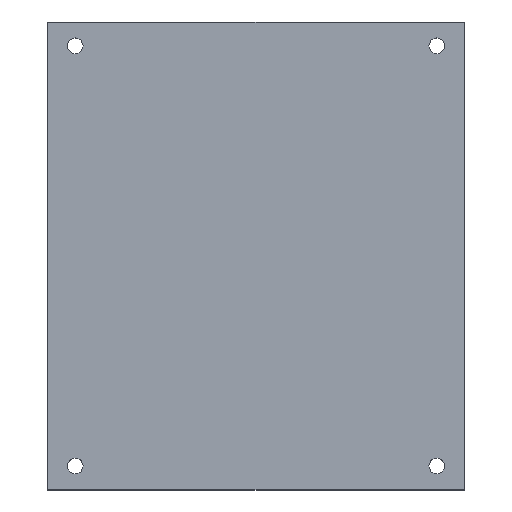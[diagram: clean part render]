
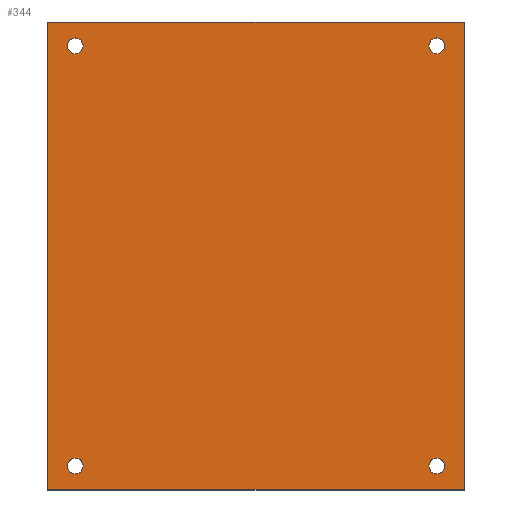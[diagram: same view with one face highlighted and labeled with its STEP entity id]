
A CAD part, top view. The second image highlights one B-rep face of the part: STEP entity #344.
In plain terms, the highlighted planar face has unit normal (0, 0, 1).
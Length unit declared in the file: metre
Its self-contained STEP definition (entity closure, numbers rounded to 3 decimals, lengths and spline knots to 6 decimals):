
#12=CIRCLE('',#371,0.00145);
#14=CIRCLE('',#374,0.00145);
#16=CIRCLE('',#377,0.00145);
#18=CIRCLE('',#381,0.00145);
#60=ORIENTED_EDGE('',*,*,#123,.F.);
#61=ORIENTED_EDGE('',*,*,#126,.F.);
#62=ORIENTED_EDGE('',*,*,#129,.T.);
#63=ORIENTED_EDGE('',*,*,#139,.T.);
#64=ORIENTED_EDGE('',*,*,#134,.F.);
#65=ORIENTED_EDGE('',*,*,#132,.T.);
#66=ORIENTED_EDGE('',*,*,#130,.F.);
#67=ORIENTED_EDGE('',*,*,#142,.T.);
#123=EDGE_CURVE('',#167,#164,#199,.T.);
#126=EDGE_CURVE('',#169,#167,#202,.T.);
#129=EDGE_CURVE('',#169,#171,#205,.T.);
#130=EDGE_CURVE('',#172,#172,#12,.T.);
#132=EDGE_CURVE('',#174,#174,#14,.T.);
#134=EDGE_CURVE('',#176,#176,#16,.T.);
#139=EDGE_CURVE('',#171,#164,#209,.T.);
#142=EDGE_CURVE('',#182,#182,#18,.T.);
#164=VERTEX_POINT('',#502);
#167=VERTEX_POINT('',#507);
#169=VERTEX_POINT('',#513);
#171=VERTEX_POINT('',#519);
#172=VERTEX_POINT('',#523);
#174=VERTEX_POINT('',#528);
#176=VERTEX_POINT('',#533);
#182=VERTEX_POINT('',#549);
#199=LINE('',#508,#235);
#202=LINE('',#514,#238);
#205=LINE('',#520,#241);
#209=LINE('',#543,#245);
#235=VECTOR('',#410,1.);
#238=VECTOR('',#415,1.);
#241=VECTOR('',#420,1.);
#245=VECTOR('',#444,1.);
#274=EDGE_LOOP('',(#60,#61,#62,#63));
#275=EDGE_LOOP('',(#64));
#276=EDGE_LOOP('',(#65));
#277=EDGE_LOOP('',(#66));
#278=EDGE_LOOP('',(#67));
#304=FACE_BOUND('',#274,.T.);
#305=FACE_BOUND('',#275,.T.);
#306=FACE_BOUND('',#276,.T.);
#307=FACE_BOUND('',#277,.T.);
#308=FACE_BOUND('',#278,.T.);
#326=PLANE('',#383);
#344=ADVANCED_FACE('',(#304,#305,#306,#307,#308),#326,.T.);
#371=AXIS2_PLACEMENT_3D('',#522,#423,#424);
#374=AXIS2_PLACEMENT_3D('',#527,#429,#430);
#377=AXIS2_PLACEMENT_3D('',#532,#435,#436);
#381=AXIS2_PLACEMENT_3D('',#548,#449,#450);
#383=AXIS2_PLACEMENT_3D('',#552,#453,#454);
#410=DIRECTION('',(1.,0.,0.));
#415=DIRECTION('',(0.,1.,0.));
#420=DIRECTION('',(1.,0.,0.));
#423=DIRECTION('',(0.,0.,1.));
#424=DIRECTION('',(1.,0.,0.));
#429=DIRECTION('',(0.,0.,-1.));
#430=DIRECTION('',(1.,0.,0.));
#435=DIRECTION('',(0.,0.,1.));
#436=DIRECTION('',(1.,0.,0.));
#444=DIRECTION('',(0.,1.,0.));
#449=DIRECTION('',(0.,0.,-1.));
#450=DIRECTION('',(1.,0.,0.));
#453=DIRECTION('',(0.,0.,1.));
#454=DIRECTION('',(1.,0.,0.));
#502=CARTESIAN_POINT('',(0.0765,0.086,0.003));
#507=CARTESIAN_POINT('',(0.,0.086,0.003));
#508=CARTESIAN_POINT('',(0.021268,0.086,0.003));
#513=CARTESIAN_POINT('',(0.,0.,0.003));
#514=CARTESIAN_POINT('',(0.,0.0845,0.003));
#519=CARTESIAN_POINT('',(0.0765,0.,0.003));
#520=CARTESIAN_POINT('',(0.03825,0.,0.003));
#522=CARTESIAN_POINT('',(0.071493,0.00439,0.003));
#523=CARTESIAN_POINT('',(0.072943,0.00439,0.003));
#527=CARTESIAN_POINT('',(0.071493,0.08161,0.003));
#528=CARTESIAN_POINT('',(0.072943,0.08161,0.003));
#532=CARTESIAN_POINT('',(0.005007,0.08161,0.003));
#533=CARTESIAN_POINT('',(0.006457,0.08161,0.003));
#543=CARTESIAN_POINT('',(0.0765,0.02463,0.003));
#548=CARTESIAN_POINT('',(0.005007,0.00439,0.003));
#549=CARTESIAN_POINT('',(0.006457,0.00439,0.003));
#552=CARTESIAN_POINT('',(0.03825,0.043,0.003));
